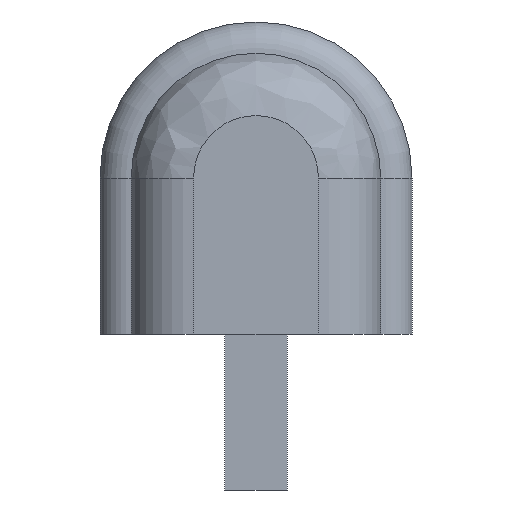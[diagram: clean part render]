
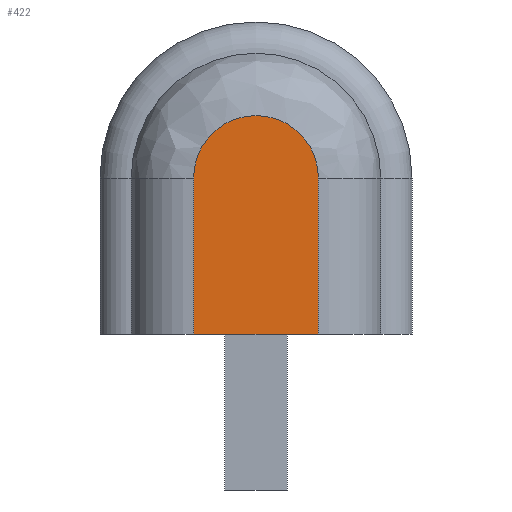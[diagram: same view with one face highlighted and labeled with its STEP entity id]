
A CAD part, front view. The second image highlights one B-rep face of the part: STEP entity #422.
In plain terms, the highlighted planar face has unit normal (0, -1, 0).
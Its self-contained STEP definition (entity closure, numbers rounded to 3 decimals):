
#422 = ADVANCED_FACE('',(#423),#458,.F.);
#423 = FACE_BOUND('',#424,.T.);
#424 = EDGE_LOOP('',(#425,#436,#444,#452));
#425 = ORIENTED_EDGE('',*,*,#426,.T.);
#426 = EDGE_CURVE('',#427,#429,#431,.T.);
#427 = VERTEX_POINT('',#428);
#428 = CARTESIAN_POINT('',(1.,-7.25,2.5));
#429 = VERTEX_POINT('',#430);
#430 = CARTESIAN_POINT('',(-1.,-7.25,2.5));
#431 = CIRCLE('',#432,1.);
#432 = AXIS2_PLACEMENT_3D('',#433,#434,#435);
#433 = CARTESIAN_POINT('',(0.,-7.25,2.5));
#434 = DIRECTION('',(0.,-1.,0.));
#435 = DIRECTION('',(-1.,0.,0.));
#436 = ORIENTED_EDGE('',*,*,#437,.T.);
#437 = EDGE_CURVE('',#429,#438,#440,.T.);
#438 = VERTEX_POINT('',#439);
#439 = CARTESIAN_POINT('',(-1.,-7.25,0.));
#440 = LINE('',#441,#442);
#441 = CARTESIAN_POINT('',(-1.,-7.25,4.5));
#442 = VECTOR('',#443,1.);
#443 = DIRECTION('',(0.,0.,-1.));
#444 = ORIENTED_EDGE('',*,*,#445,.T.);
#445 = EDGE_CURVE('',#438,#446,#448,.T.);
#446 = VERTEX_POINT('',#447);
#447 = CARTESIAN_POINT('',(1.,-7.25,0.));
#448 = LINE('',#449,#450);
#449 = CARTESIAN_POINT('',(-2.,-7.25,0.));
#450 = VECTOR('',#451,1.);
#451 = DIRECTION('',(1.,0.,0.));
#452 = ORIENTED_EDGE('',*,*,#453,.T.);
#453 = EDGE_CURVE('',#446,#427,#454,.T.);
#454 = LINE('',#455,#456);
#455 = CARTESIAN_POINT('',(1.,-7.25,4.5));
#456 = VECTOR('',#457,1.);
#457 = DIRECTION('',(0.,0.,1.));
#458 = PLANE('',#459);
#459 = AXIS2_PLACEMENT_3D('',#460,#461,#462);
#460 = CARTESIAN_POINT('',(-2.,-7.25,4.5));
#461 = DIRECTION('',(0.,1.,0.));
#462 = DIRECTION('',(-1.,0.,0.));
